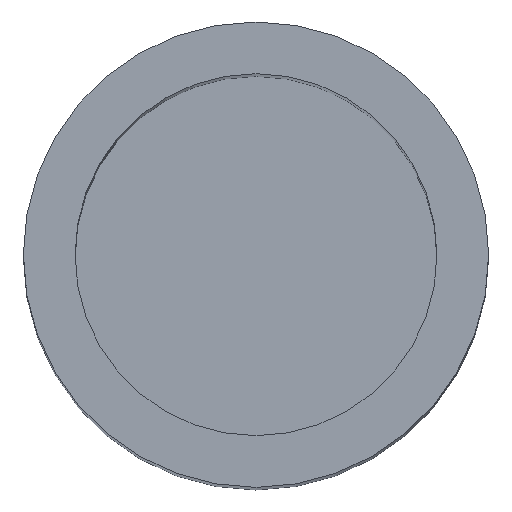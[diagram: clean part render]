
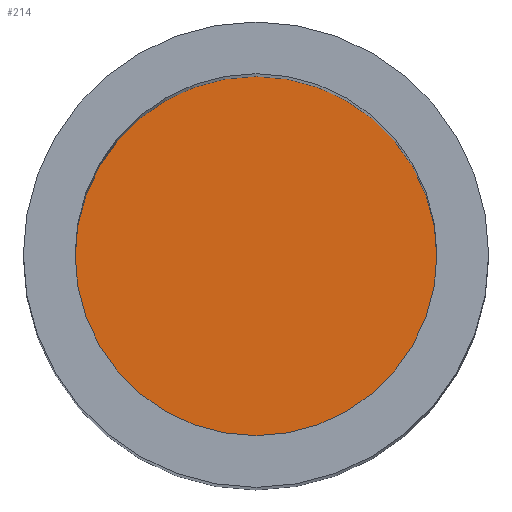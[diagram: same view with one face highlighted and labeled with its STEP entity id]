
A CAD part, top view. The second image highlights one B-rep face of the part: STEP entity #214.
In plain terms, the highlighted planar face has unit normal (0, 0, 1).
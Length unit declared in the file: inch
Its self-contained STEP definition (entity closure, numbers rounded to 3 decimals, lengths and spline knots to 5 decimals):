
#41 = EDGE_CURVE ( 'NONE', #268, #288, #227, .T. ) ;
#42 = FACE_OUTER_BOUND ( 'NONE', #277, .T. ) ;
#58 = CARTESIAN_POINT ( 'NONE',  ( -0.4375, 0., 0.125 ) ) ;
#65 = DIRECTION ( 'NONE',  ( 1., 0., 0. ) ) ;
#66 = DIRECTION ( 'NONE',  ( 0., 0., 1. ) ) ;
#75 = PLANE ( 'NONE',  #231 ) ;
#93 = CARTESIAN_POINT ( 'NONE',  ( 0., 0., 0.125 ) ) ;
#114 = ORIENTED_EDGE ( 'NONE', *, *, #259, .F. ) ;
#118 = ORIENTED_EDGE ( 'NONE', *, *, #41, .F. ) ;
#126 = CIRCLE ( 'NONE', #295, 0.4375 ) ;
#142 = DIRECTION ( 'NONE',  ( 0., 0., -1. ) ) ;
#148 = CARTESIAN_POINT ( 'NONE',  ( 0., 0., 0.125 ) ) ;
#211 = DIRECTION ( 'NONE',  ( 1., 0., 0. ) ) ;
#214 = ADVANCED_FACE ( 'NONE', ( #42 ), #75, .T. ) ;
#222 = DIRECTION ( 'NONE',  ( 0., 0., -1. ) ) ;
#227 = CIRCLE ( 'NONE', #287, 0.4375 ) ;
#230 = CARTESIAN_POINT ( 'NONE',  ( 0., 0., 0.125 ) ) ;
#231 = AXIS2_PLACEMENT_3D ( 'NONE', #93, #66, #65 ) ;
#256 = CARTESIAN_POINT ( 'NONE',  ( 0.4375, 0., 0.125 ) ) ;
#259 = EDGE_CURVE ( 'NONE', #288, #268, #126, .T. ) ;
#268 = VERTEX_POINT ( 'NONE', #256 ) ;
#277 = EDGE_LOOP ( 'NONE', ( #118, #114 ) ) ;
#287 = AXIS2_PLACEMENT_3D ( 'NONE', #148, #142, #289 ) ;
#288 = VERTEX_POINT ( 'NONE', #58 ) ;
#289 = DIRECTION ( 'NONE',  ( 1., 0., 0. ) ) ;
#295 = AXIS2_PLACEMENT_3D ( 'NONE', #230, #222, #211 ) ;
